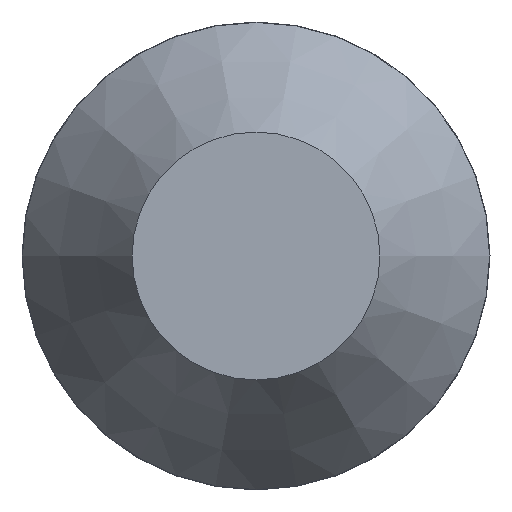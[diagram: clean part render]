
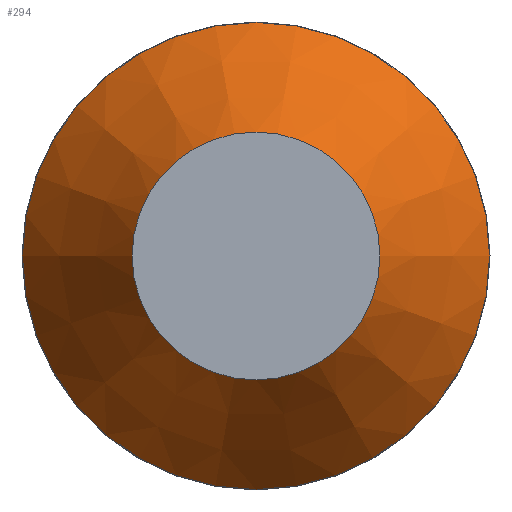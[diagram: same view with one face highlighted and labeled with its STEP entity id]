
A CAD part, front view. The second image highlights one B-rep face of the part: STEP entity #294.
In plain terms, the highlighted conical face has half-angle 33.024 degrees and reference radius 2.15 mm.
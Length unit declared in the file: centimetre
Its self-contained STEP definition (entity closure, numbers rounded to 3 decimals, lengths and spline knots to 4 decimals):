
#18=CONICAL_SURFACE('',#340,0.215,0.576);
#20=FACE_BOUND('',#61,.T.);
#41=FACE_OUTER_BOUND('',#60,.T.);
#60=EDGE_LOOP('',(#249));
#61=EDGE_LOOP('',(#250));
#115=CIRCLE('',#338,0.277);
#117=CIRCLE('',#341,0.1469);
#143=VERTEX_POINT('',#527);
#145=VERTEX_POINT('',#532);
#183=EDGE_CURVE('',#143,#143,#115,.T.);
#185=EDGE_CURVE('',#145,#145,#117,.T.);
#249=ORIENTED_EDGE('',*,*,#185,.T.);
#250=ORIENTED_EDGE('',*,*,#183,.F.);
#294=ADVANCED_FACE('',(#41,#20),#18,.T.);
#338=AXIS2_PLACEMENT_3D('',#528,#436,#437);
#340=AXIS2_PLACEMENT_3D('',#531,#440,#441);
#341=AXIS2_PLACEMENT_3D('',#533,#442,#443);
#436=DIRECTION('center_axis',(0.,1.,0.));
#437=DIRECTION('ref_axis',(-1.,0.,0.));
#440=DIRECTION('center_axis',(0.,1.,0.));
#441=DIRECTION('ref_axis',(-1.,0.,0.));
#442=DIRECTION('center_axis',(0.,1.,0.));
#443=DIRECTION('ref_axis',(1.,0.,0.));
#527=CARTESIAN_POINT('',(0.277,1.1954,0.));
#528=CARTESIAN_POINT('Origin',(0.,1.1954,0.));
#531=CARTESIAN_POINT('Origin',(0.,1.1,0.));
#532=CARTESIAN_POINT('',(-0.1469,0.9953,0.));
#533=CARTESIAN_POINT('Origin',(0.,0.9953,0.));
